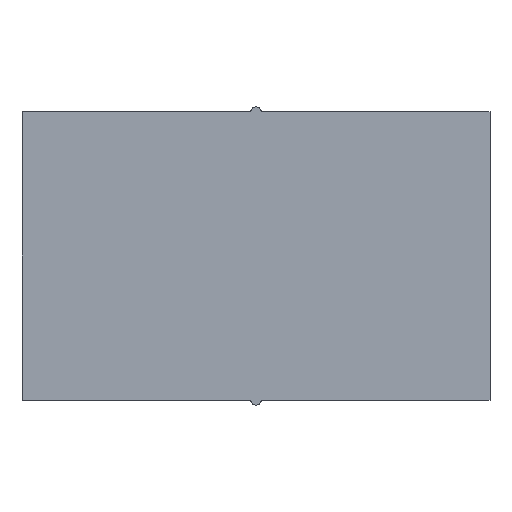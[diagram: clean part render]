
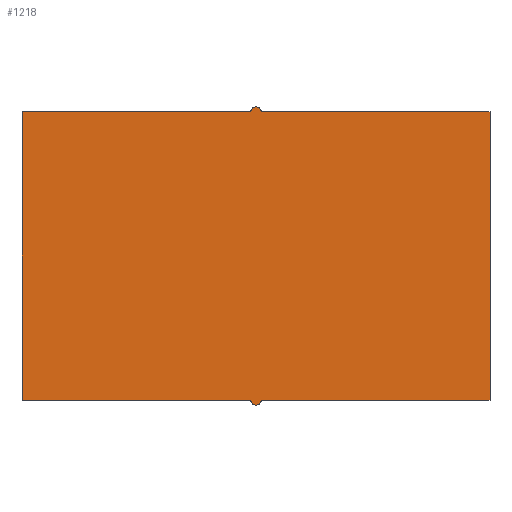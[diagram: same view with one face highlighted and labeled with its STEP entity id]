
A CAD part, front view. The second image highlights one B-rep face of the part: STEP entity #1218.
In plain terms, the highlighted planar face has unit normal (0, -1, 0).
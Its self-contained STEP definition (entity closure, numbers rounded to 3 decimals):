
#18 = EDGE_CURVE ( 'NONE', #1495, #1888, #322, .T. ) ;
#25 = CARTESIAN_POINT ( 'NONE',  ( -0.3, -28.9, -8.5 ) ) ;
#71 = EDGE_LOOP ( 'NONE', ( #1157, #2051, #249, #768, #785, #2405, #2084, #1915, #771 ) ) ;
#118 = CARTESIAN_POINT ( 'NONE',  ( 13.8, -28.9, -8.5 ) ) ;
#120 = CIRCLE ( 'NONE', #1455, 0.3 ) ;
#167 = VERTEX_POINT ( 'NONE', #25 ) ;
#198 = VECTOR ( 'NONE', #498, 1000. ) ;
#218 = CARTESIAN_POINT ( 'NONE',  ( 0., -28.9, 8.5 ) ) ;
#228 = LINE ( 'NONE', #663, #1182 ) ;
#242 = DIRECTION ( 'NONE',  ( 0., -1., 0. ) ) ;
#249 = ORIENTED_EDGE ( 'NONE', *, *, #2355, .T. ) ;
#255 = LINE ( 'NONE', #1431, #198 ) ;
#297 = CARTESIAN_POINT ( 'NONE',  ( 13.8, -28.9, 8.5 ) ) ;
#299 = DIRECTION ( 'NONE',  ( 1., 0., 0. ) ) ;
#320 = CARTESIAN_POINT ( 'NONE',  ( 0., -28.9, -8.8 ) ) ;
#322 = LINE ( 'NONE', #218, #811 ) ;
#326 = VECTOR ( 'NONE', #2162, 1000. ) ;
#333 = VERTEX_POINT ( 'NONE', #320 ) ;
#334 = CIRCLE ( 'NONE', #344, 0.3 ) ;
#344 = AXIS2_PLACEMENT_3D ( 'NONE', #712, #2025, #905 ) ;
#371 = EDGE_CURVE ( 'NONE', #333, #1344, #1353, .T. ) ;
#459 = CARTESIAN_POINT ( 'NONE',  ( 0., -28.9, -8.5 ) ) ;
#498 = DIRECTION ( 'NONE',  ( 1., 0., 0. ) ) ;
#518 = PLANE ( 'NONE',  #2215 ) ;
#546 = DIRECTION ( 'NONE',  ( 1., 0., 0. ) ) ;
#627 = LINE ( 'NONE', #1662, #2007 ) ;
#644 = DIRECTION ( 'NONE',  ( 0., 0., -1. ) ) ;
#659 = CARTESIAN_POINT ( 'NONE',  ( 13.8, -28.9, -8.5 ) ) ;
#663 = CARTESIAN_POINT ( 'NONE',  ( -13.8, -28.9, -8.5 ) ) ;
#667 = CARTESIAN_POINT ( 'NONE',  ( 0.3, -28.9, -8.5 ) ) ;
#712 = CARTESIAN_POINT ( 'NONE',  ( 0., -28.9, 8.5 ) ) ;
#768 = ORIENTED_EDGE ( 'NONE', *, *, #18, .F. ) ;
#771 = ORIENTED_EDGE ( 'NONE', *, *, #2126, .T. ) ;
#785 = ORIENTED_EDGE ( 'NONE', *, *, #1544, .F. ) ;
#811 = VECTOR ( 'NONE', #1537, 1000. ) ;
#852 = DIRECTION ( 'NONE',  ( 0., 0., 1. ) ) ;
#886 = LINE ( 'NONE', #659, #326 ) ;
#897 = VECTOR ( 'NONE', #299, 1000. ) ;
#905 = DIRECTION ( 'NONE',  ( 0., 0., -1. ) ) ;
#1038 = DIRECTION ( 'NONE',  ( 0., -1., 0. ) ) ;
#1040 = CARTESIAN_POINT ( 'NONE',  ( -13.8, -28.9, -8.5 ) ) ;
#1085 = VERTEX_POINT ( 'NONE', #1582 ) ;
#1157 = ORIENTED_EDGE ( 'NONE', *, *, #1274, .T. ) ;
#1182 = VECTOR ( 'NONE', #852, 1000. ) ;
#1218 = ADVANCED_FACE ( 'NONE', ( #1996 ), #518, .T. ) ;
#1274 = EDGE_CURVE ( 'NONE', #2147, #1349, #886, .T. ) ;
#1291 = CARTESIAN_POINT ( 'NONE',  ( -0.3, -28.9, 8.5 ) ) ;
#1344 = VERTEX_POINT ( 'NONE', #667 ) ;
#1346 = EDGE_CURVE ( 'NONE', #1085, #1349, #255, .T. ) ;
#1349 = VERTEX_POINT ( 'NONE', #297 ) ;
#1353 = CIRCLE ( 'NONE', #2402, 0.3 ) ;
#1368 = CARTESIAN_POINT ( 'NONE',  ( 0., -28.9, -8.5 ) ) ;
#1424 = CARTESIAN_POINT ( 'NONE',  ( 0., -28.9, -8.5 ) ) ;
#1431 = CARTESIAN_POINT ( 'NONE',  ( 0., -28.9, 8.5 ) ) ;
#1455 = AXIS2_PLACEMENT_3D ( 'NONE', #2157, #1038, #2350 ) ;
#1495 = VERTEX_POINT ( 'NONE', #1581 ) ;
#1537 = DIRECTION ( 'NONE',  ( 1., 0., 0. ) ) ;
#1544 = EDGE_CURVE ( 'NONE', #1551, #1495, #228, .T. ) ;
#1551 = VERTEX_POINT ( 'NONE', #1040 ) ;
#1556 = DIRECTION ( 'NONE',  ( 0., 0., -1. ) ) ;
#1581 = CARTESIAN_POINT ( 'NONE',  ( -13.8, -28.9, 8.5 ) ) ;
#1582 = CARTESIAN_POINT ( 'NONE',  ( 0.3, -28.9, 8.5 ) ) ;
#1662 = CARTESIAN_POINT ( 'NONE',  ( 0., -28.9, -8.5 ) ) ;
#1772 = DIRECTION ( 'NONE',  ( 0., -1., 0. ) ) ;
#1888 = VERTEX_POINT ( 'NONE', #1291 ) ;
#1915 = ORIENTED_EDGE ( 'NONE', *, *, #371, .T. ) ;
#1996 = FACE_OUTER_BOUND ( 'NONE', #71, .T. ) ;
#2007 = VECTOR ( 'NONE', #546, 1000. ) ;
#2025 = DIRECTION ( 'NONE',  ( 0., -1., 0. ) ) ;
#2048 = EDGE_CURVE ( 'NONE', #167, #333, #120, .T. ) ;
#2051 = ORIENTED_EDGE ( 'NONE', *, *, #1346, .F. ) ;
#2084 = ORIENTED_EDGE ( 'NONE', *, *, #2048, .T. ) ;
#2126 = EDGE_CURVE ( 'NONE', #1344, #2147, #2397, .T. ) ;
#2147 = VERTEX_POINT ( 'NONE', #118 ) ;
#2157 = CARTESIAN_POINT ( 'NONE',  ( 0., -28.9, -8.5 ) ) ;
#2162 = DIRECTION ( 'NONE',  ( 0., 0., 1. ) ) ;
#2215 = AXIS2_PLACEMENT_3D ( 'NONE', #459, #1772, #644 ) ;
#2271 = EDGE_CURVE ( 'NONE', #1551, #167, #627, .T. ) ;
#2350 = DIRECTION ( 'NONE',  ( 0., 0., -1. ) ) ;
#2355 = EDGE_CURVE ( 'NONE', #1085, #1888, #334, .T. ) ;
#2397 = LINE ( 'NONE', #1424, #897 ) ;
#2402 = AXIS2_PLACEMENT_3D ( 'NONE', #1368, #242, #1556 ) ;
#2405 = ORIENTED_EDGE ( 'NONE', *, *, #2271, .T. ) ;
